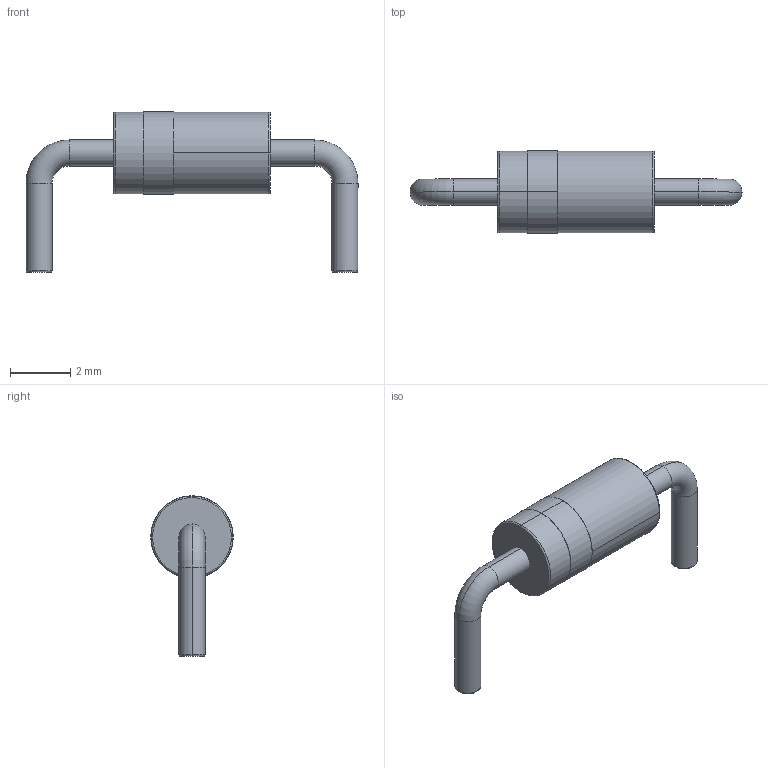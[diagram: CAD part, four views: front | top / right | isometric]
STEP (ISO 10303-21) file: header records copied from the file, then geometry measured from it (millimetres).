
FILE_DESCRIPTION (( 'STEP AP214' ), '1' );
FILE_NAME ('User Library-DO-41-1.STEP', '2016-06-09T08:55:23', ( 'Windows User' ), ( '' ), 'SwSTEP 2.0', 'SolidWorks 2016', '' );
FILE_SCHEMA (( 'AUTOMOTIVE_DESIGN' ));
Length unit declared in the file: millimetre
Products named in the file (1): User Library-DO-41-1
Bounding box: 11.02 x 2.74 x 5.33 mm (x, y, z)
Volume: 37.4 mm3; surface area: 88.5 mm2
Topology: 1 solids, 1 shells, 32 faces, 62 edges, 36 vertices
Faces by surface type: cylinder 14, torus 12, plane 6
Entity records: 1212 total; most frequent: DIRECTION 176, CARTESIAN_POINT 131, ORIENTED_EDGE 124, AXIS2_PLACEMENT_3D 81, EDGE_CURVE 62, CIRCLE 48, EDGE_LOOP 36, VERTEX_POINT 36
